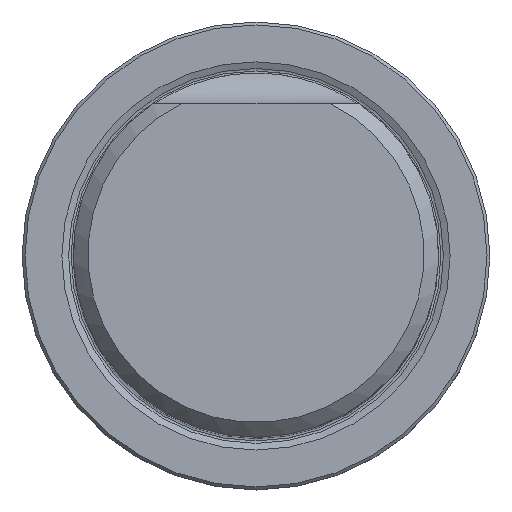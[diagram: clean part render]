
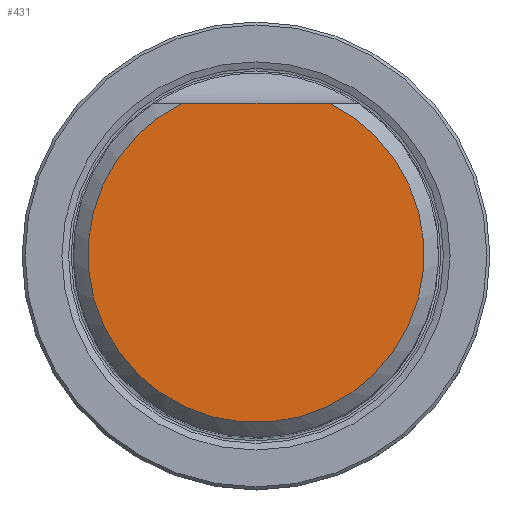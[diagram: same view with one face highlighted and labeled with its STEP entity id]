
A CAD part, top view. The second image highlights one B-rep face of the part: STEP entity #431.
In plain terms, the highlighted planar face has unit normal (0, 0, 1).
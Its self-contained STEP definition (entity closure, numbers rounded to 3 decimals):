
#231=PLANE('',#4517);
#431=ADVANCED_FACE('CU_SU_1',(#724),#231,.F.);
#724=FACE_OUTER_BOUND('',#956,.T.);
#956=EDGE_LOOP('',(#2132,#2133));
#1222=CIRCLE('',#4516,11.497);
#1352=LINE('',#6653,#1570);
#1570=VECTOR('',#5092,1.);
#2132=ORIENTED_EDGE('',*,*,#3741,.F.);
#2133=ORIENTED_EDGE('',*,*,#3742,.F.);
#3313=VERTEX_POINT('',#6651);
#3314=VERTEX_POINT('',#6652);
#3741=EDGE_CURVE('',#3313,#3314,#1222,.T.);
#3742=EDGE_CURVE('',#3314,#3313,#1352,.T.);
#4516=AXIS2_PLACEMENT_3D('',#6650,#5090,#5091);
#4517=AXIS2_PLACEMENT_3D('',#6654,#5093,#5094);
#5090=DIRECTION('',(0.,0.,-1.));
#5091=DIRECTION('',(0.,-1.,0.));
#5092=DIRECTION('',(1.,0.,0.));
#5093=DIRECTION('',(0.,0.,-1.));
#5094=DIRECTION('',(0.,-1.,0.));
#6650=CARTESIAN_POINT('',(0.,0.,56.));
#6651=CARTESIAN_POINT('',(4.999,10.353,56.));
#6652=CARTESIAN_POINT('',(-4.999,10.353,56.));
#6653=CARTESIAN_POINT('',(-12.497,10.353,56.));
#6654=CARTESIAN_POINT('',(0.,0.,56.));
